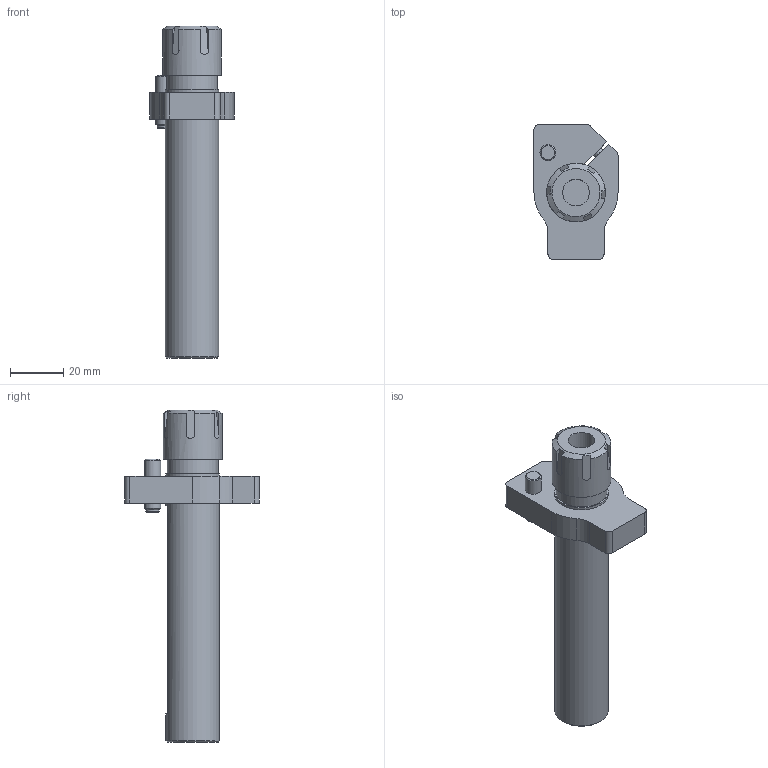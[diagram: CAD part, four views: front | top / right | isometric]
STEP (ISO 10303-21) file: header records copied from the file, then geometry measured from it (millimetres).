
FILE_DESCRIPTION(/* description */ (''),/* implementation_level */ '2;1');
FILE_NAME(/* name */ '10626769_Will.stp',/* time_stamp */ '2019-05-06T13:41:27+02:00',/* author */ (''),/* organization */ (''),/* preprocessor_version */ 'ST-DEVELOPER v16.7',/* originating_system */ 'SIEMENS PLM Software NX 12.0',/* authorisation */ '');
FILE_SCHEMA (('AUTOMOTIVE_DESIGN { 1 0 10303 214 3 1 1 1 }'));
Length unit declared in the file: millimetre
Products named in the file (1): 10011156889_00-Bohrerhalter fest vst
Bounding box: 31.5 x 50.5 x 124.37 mm (x, y, z)
Volume: 49383.6 mm3; surface area: 12359.5 mm2
Topology: 1 solids, 1 shells, 63 faces, 166 edges, 110 vertices
Faces by surface type: plane 39, cylinder 17, cone 5, sphere 1, torus 1
Full cylindrical faces by diameter (mm): 4 x1, 5 x1, 6 x2, 10 x1, 19 x1, 20 x1, 22 x1
Entity records: 1826 total; most frequent: CARTESIAN_POINT 367, DIRECTION 300, ORIENTED_EDGE 278, EDGE_CURVE 139, AXIS2_PLACEMENT_3D 116, VERTEX_POINT 99, EDGE_LOOP 84, LINE 68
